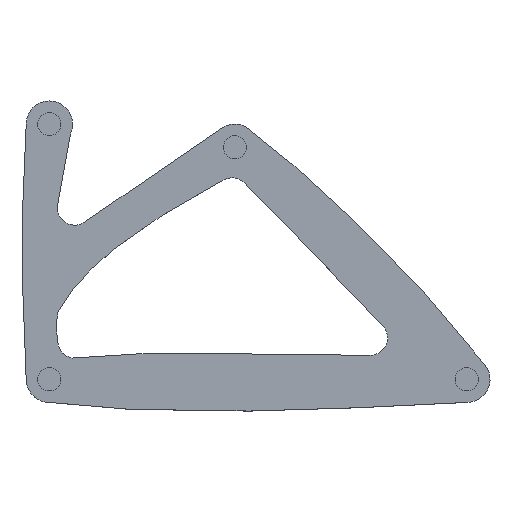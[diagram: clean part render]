
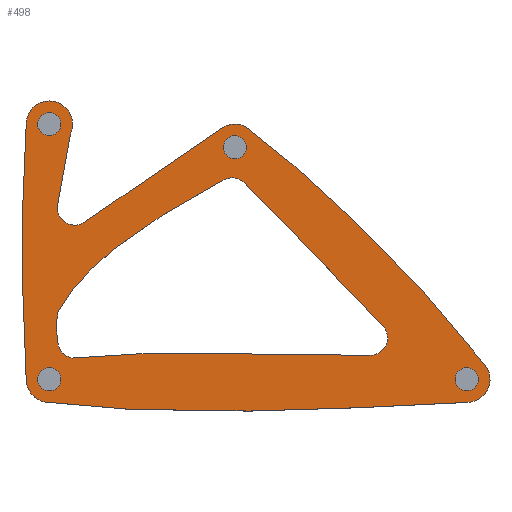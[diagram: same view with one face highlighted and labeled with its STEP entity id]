
A CAD part, top view. The second image highlights one B-rep face of the part: STEP entity #498.
In plain terms, the highlighted planar face has unit normal (0, 0, 1).
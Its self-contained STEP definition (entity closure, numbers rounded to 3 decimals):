
#39=FACE_BOUND('',#128,.T.);
#40=FACE_BOUND('',#129,.T.);
#41=FACE_BOUND('',#130,.T.);
#42=FACE_BOUND('',#131,.T.);
#43=FACE_BOUND('',#132,.T.);
#49=PLANE('',#593);
#54=B_SPLINE_CURVE_WITH_KNOTS('',4,(#767,#768,#769,#770,#771,#772),
 .UNSPECIFIED.,.F.,.F.,(5,1,5),(1.,1.688,2.688),
 .UNSPECIFIED.);
#56=B_SPLINE_CURVE_WITH_KNOTS('',4,(#797,#798,#799,#800,#801),
 .UNSPECIFIED.,.F.,.F.,(5,5),(1.042,1.754),
 .UNSPECIFIED.);
#58=B_SPLINE_CURVE_WITH_KNOTS('',3,(#823,#824,#825,#826),.UNSPECIFIED.,
 .F.,.F.,(4,4),(1.117,1.899),.UNSPECIFIED.);
#60=B_SPLINE_CURVE_WITH_KNOTS('',4,(#843,#844,#845,#846,#847),
 .UNSPECIFIED.,.F.,.F.,(5,5),(1.85,1.937),
 .UNSPECIFIED.);
#62=B_SPLINE_CURVE_WITH_KNOTS('',4,(#898,#899,#900,#901,#902),
 .UNSPECIFIED.,.F.,.F.,(5,5),(1.,2.),.UNSPECIFIED.);
#64=B_SPLINE_CURVE_WITH_KNOTS('',4,(#927,#928,#929,#930,#931),
 .UNSPECIFIED.,.F.,.F.,(5,5),(1.,2.),.UNSPECIFIED.);
#66=B_SPLINE_CURVE_WITH_KNOTS('',4,(#956,#957,#958,#959,#960),
 .UNSPECIFIED.,.F.,.F.,(5,5),(1.,2.),.UNSPECIFIED.);
#68=B_SPLINE_CURVE_WITH_KNOTS('',4,(#985,#986,#987,#988,#989),
 .UNSPECIFIED.,.F.,.F.,(5,5),(1.,1.5),.UNSPECIFIED.);
#70=B_SPLINE_CURVE_WITH_KNOTS('',3,(#1009,#1010,#1011,#1012),
 .UNSPECIFIED.,.F.,.F.,(4,4),(1.047,2.),.UNSPECIFIED.);
#101=FACE_OUTER_BOUND('',#127,.T.);
#127=EDGE_LOOP('',(#412,#413,#414,#415,#416,#417,#418,#419,#420,#421));
#128=EDGE_LOOP('',(#422));
#129=EDGE_LOOP('',(#423));
#130=EDGE_LOOP('',(#424));
#131=EDGE_LOOP('',(#425));
#132=EDGE_LOOP('',(#426,#427,#428,#429,#430,#431,#432));
#187=CIRCLE('',#559,7.5);
#189=CIRCLE('',#562,7.5);
#191=CIRCLE('',#565,7.5);
#192=CIRCLE('',#567,5.);
#194=CIRCLE('',#570,5.);
#196=CIRCLE('',#573,5.);
#198=CIRCLE('',#576,5.);
#201=CIRCLE('',#580,10.);
#203=CIRCLE('',#583,10.);
#205=CIRCLE('',#586,10.);
#207=CIRCLE('',#589,10.);
#209=CIRCLE('',#592,7.5);
#216=VERTEX_POINT('',#742);
#217=VERTEX_POINT('',#744);
#219=VERTEX_POINT('',#766);
#221=VERTEX_POINT('',#777);
#223=VERTEX_POINT('',#796);
#225=VERTEX_POINT('',#806);
#227=VERTEX_POINT('',#822);
#228=VERTEX_POINT('',#849);
#230=VERTEX_POINT('',#855);
#232=VERTEX_POINT('',#861);
#234=VERTEX_POINT('',#867);
#238=VERTEX_POINT('',#876);
#239=VERTEX_POINT('',#878);
#241=VERTEX_POINT('',#897);
#243=VERTEX_POINT('',#907);
#245=VERTEX_POINT('',#926);
#247=VERTEX_POINT('',#936);
#249=VERTEX_POINT('',#955);
#251=VERTEX_POINT('',#965);
#253=VERTEX_POINT('',#984);
#255=VERTEX_POINT('',#994);
#262=EDGE_CURVE('',#217,#216,#187,.T.);
#265=EDGE_CURVE('',#219,#217,#54,.T.);
#268=EDGE_CURVE('',#221,#219,#189,.T.);
#271=EDGE_CURVE('',#223,#221,#56,.T.);
#274=EDGE_CURVE('',#225,#223,#191,.T.);
#277=EDGE_CURVE('',#227,#225,#58,.T.);
#280=EDGE_CURVE('',#216,#227,#60,.T.);
#281=EDGE_CURVE('',#228,#228,#192,.T.);
#284=EDGE_CURVE('',#230,#230,#194,.T.);
#287=EDGE_CURVE('',#232,#232,#196,.T.);
#290=EDGE_CURVE('',#234,#234,#198,.T.);
#295=EDGE_CURVE('',#239,#238,#201,.T.);
#298=EDGE_CURVE('',#241,#239,#62,.T.);
#301=EDGE_CURVE('',#243,#241,#203,.T.);
#304=EDGE_CURVE('',#245,#243,#64,.T.);
#307=EDGE_CURVE('',#247,#245,#205,.T.);
#310=EDGE_CURVE('',#249,#247,#66,.T.);
#313=EDGE_CURVE('',#251,#249,#207,.T.);
#316=EDGE_CURVE('',#253,#251,#68,.T.);
#319=EDGE_CURVE('',#255,#253,#209,.T.);
#322=EDGE_CURVE('',#238,#255,#70,.T.);
#412=ORIENTED_EDGE('',*,*,#322,.T.);
#413=ORIENTED_EDGE('',*,*,#319,.T.);
#414=ORIENTED_EDGE('',*,*,#316,.T.);
#415=ORIENTED_EDGE('',*,*,#313,.T.);
#416=ORIENTED_EDGE('',*,*,#310,.T.);
#417=ORIENTED_EDGE('',*,*,#307,.T.);
#418=ORIENTED_EDGE('',*,*,#304,.T.);
#419=ORIENTED_EDGE('',*,*,#301,.T.);
#420=ORIENTED_EDGE('',*,*,#298,.T.);
#421=ORIENTED_EDGE('',*,*,#295,.T.);
#422=ORIENTED_EDGE('',*,*,#290,.T.);
#423=ORIENTED_EDGE('',*,*,#287,.T.);
#424=ORIENTED_EDGE('',*,*,#284,.T.);
#425=ORIENTED_EDGE('',*,*,#281,.T.);
#426=ORIENTED_EDGE('',*,*,#280,.T.);
#427=ORIENTED_EDGE('',*,*,#277,.T.);
#428=ORIENTED_EDGE('',*,*,#274,.T.);
#429=ORIENTED_EDGE('',*,*,#271,.T.);
#430=ORIENTED_EDGE('',*,*,#268,.T.);
#431=ORIENTED_EDGE('',*,*,#265,.T.);
#432=ORIENTED_EDGE('',*,*,#262,.T.);
#498=ADVANCED_FACE('',(#101,#39,#40,#41,#42,#43),#49,.T.);
#559=AXIS2_PLACEMENT_3D('',#745,#617,#618);
#562=AXIS2_PLACEMENT_3D('',#778,#625,#626);
#565=AXIS2_PLACEMENT_3D('',#807,#633,#634);
#567=AXIS2_PLACEMENT_3D('',#850,#639,#640);
#570=AXIS2_PLACEMENT_3D('',#856,#646,#647);
#573=AXIS2_PLACEMENT_3D('',#862,#653,#654);
#576=AXIS2_PLACEMENT_3D('',#868,#660,#661);
#580=AXIS2_PLACEMENT_3D('',#879,#670,#671);
#583=AXIS2_PLACEMENT_3D('',#908,#678,#679);
#586=AXIS2_PLACEMENT_3D('',#937,#686,#687);
#589=AXIS2_PLACEMENT_3D('',#966,#694,#695);
#592=AXIS2_PLACEMENT_3D('',#995,#702,#703);
#593=AXIS2_PLACEMENT_3D('',#1013,#705,#706);
#617=DIRECTION('center_axis',(0.,0.,-1.));
#618=DIRECTION('ref_axis',(0.989,0.146,0.));
#625=DIRECTION('center_axis',(0.,0.,-1.));
#626=DIRECTION('ref_axis',(0.03,1.,0.));
#633=DIRECTION('center_axis',(0.,0.,-1.));
#634=DIRECTION('ref_axis',(-0.687,-0.727,0.));
#639=DIRECTION('center_axis',(0.,0.,-1.));
#640=DIRECTION('ref_axis',(-1.,0.,0.));
#646=DIRECTION('center_axis',(0.,0.,-1.));
#647=DIRECTION('ref_axis',(-1.,0.,0.));
#653=DIRECTION('center_axis',(0.,0.,-1.));
#654=DIRECTION('ref_axis',(-1.,0.,0.));
#660=DIRECTION('center_axis',(0.,0.,-1.));
#661=DIRECTION('ref_axis',(-1.,0.,0.));
#670=DIRECTION('center_axis',(0.,0.,1.));
#671=DIRECTION('ref_axis',(0.511,0.86,0.));
#678=DIRECTION('center_axis',(0.,0.,1.));
#679=DIRECTION('ref_axis',(0.049,-0.999,0.));
#686=DIRECTION('center_axis',(0.,0.,1.));
#687=DIRECTION('ref_axis',(-1.,0.,0.));
#694=DIRECTION('center_axis',(0.,0.,1.));
#695=DIRECTION('ref_axis',(0.913,-0.407,0.));
#702=DIRECTION('center_axis',(0.,0.,-1.));
#703=DIRECTION('ref_axis',(0.981,-0.191,0.));
#705=DIRECTION('center_axis',(0.,0.,1.));
#706=DIRECTION('ref_axis',(1.,0.,0.));
#742=CARTESIAN_POINT('',(-86.265,-39.596,9.4));
#744=CARTESIAN_POINT('',(-80.239,-45.871,9.4));
#745=CARTESIAN_POINT('Origin',(-78.845,-38.501,9.4));
#766=CARTESIAN_POINT('',(48.103,-44.695,9.4));
#767=CARTESIAN_POINT('Ctrl Pts',(48.103,-44.695,9.4));
#768=CARTESIAN_POINT('Ctrl Pts',(34.458,-44.278,9.4));
#769=CARTESIAN_POINT('Ctrl Pts',(4.875,-43.964,9.4));
#770=CARTESIAN_POINT('Ctrl Pts',(-23.133,-44.327,9.4));
#771=CARTESIAN_POINT('Ctrl Pts',(-53.343,-43.2,9.4));
#772=CARTESIAN_POINT('Ctrl Pts',(-80.239,-45.871,9.4));
#777=CARTESIAN_POINT('',(53.614,-31.874,9.4));
#778=CARTESIAN_POINT('Origin',(48.332,-37.198,9.4));
#796=CARTESIAN_POINT('',(-6.064,29.79,9.4));
#797=CARTESIAN_POINT('Ctrl Pts',(-6.064,29.79,9.4));
#798=CARTESIAN_POINT('Ctrl Pts',(10.628,14.022,9.4));
#799=CARTESIAN_POINT('Ctrl Pts',(25.403,-2.497,9.4));
#800=CARTESIAN_POINT('Ctrl Pts',(40.362,-18.725,9.4));
#801=CARTESIAN_POINT('Ctrl Pts',(53.614,-31.874,9.4));
#806=CARTESIAN_POINT('',(-15.189,30.698,9.4));
#807=CARTESIAN_POINT('Origin',(-11.214,24.338,9.4));
#822=CARTESIAN_POINT('',(-86.217,-25.945,9.4));
#823=CARTESIAN_POINT('Ctrl Pts',(-86.217,-25.945,9.4));
#824=CARTESIAN_POINT('Ctrl Pts',(-74.657,-4.523,9.4));
#825=CARTESIAN_POINT('Ctrl Pts',(-48.143,13.,9.4));
#826=CARTESIAN_POINT('Ctrl Pts',(-15.189,30.698,9.4));
#843=CARTESIAN_POINT('Ctrl Pts',(-86.265,-39.596,9.4));
#844=CARTESIAN_POINT('Ctrl Pts',(-86.699,-36.654,9.4));
#845=CARTESIAN_POINT('Ctrl Pts',(-87.093,-33.836,9.4));
#846=CARTESIAN_POINT('Ctrl Pts',(-87.45,-31.131,9.4));
#847=CARTESIAN_POINT('Ctrl Pts',(-86.217,-25.945,9.4));
#849=CARTESIAN_POINT('',(-85.,55.,9.4));
#850=CARTESIAN_POINT('Origin',(-90.,55.,9.4));
#855=CARTESIAN_POINT('',(-85.,-55.,9.4));
#856=CARTESIAN_POINT('Origin',(-90.,-55.,9.4));
#861=CARTESIAN_POINT('',(95.,-55.,9.4));
#862=CARTESIAN_POINT('Origin',(90.,-55.,9.4));
#867=CARTESIAN_POINT('',(-5.,45.,9.4));
#868=CARTESIAN_POINT('Origin',(-10.,45.,9.4));
#876=CARTESIAN_POINT('',(-15.742,53.187,9.4));
#878=CARTESIAN_POINT('',(-4.894,53.598,9.4));
#879=CARTESIAN_POINT('Origin',(-10.,45.,9.4));
#897=CARTESIAN_POINT('',(98.257,-49.358,9.4));
#898=CARTESIAN_POINT('Ctrl Pts',(98.257,-49.358,9.4));
#899=CARTESIAN_POINT('Ctrl Pts',(73.02,-16.601,9.4));
#900=CARTESIAN_POINT('Ctrl Pts',(41.999,15.414,9.4));
#901=CARTESIAN_POINT('Ctrl Pts',(11.231,41.536,9.4));
#902=CARTESIAN_POINT('Ctrl Pts',(-4.894,53.598,9.4));
#907=CARTESIAN_POINT('',(90.487,-64.988,9.4));
#908=CARTESIAN_POINT('Origin',(90.,-55.,9.4));
#926=CARTESIAN_POINT('',(-90.,-65.,9.4));
#927=CARTESIAN_POINT('Ctrl Pts',(-90.,-65.,9.4));
#928=CARTESIAN_POINT('Ctrl Pts',(-53.427,-70.,9.4));
#929=CARTESIAN_POINT('Ctrl Pts',(0.,-70.,9.4));
#930=CARTESIAN_POINT('Ctrl Pts',(41.999,-67.354,9.4));
#931=CARTESIAN_POINT('Ctrl Pts',(90.487,-64.988,9.4));
#936=CARTESIAN_POINT('',(-100.,-55.,9.4));
#937=CARTESIAN_POINT('Origin',(-90.,-55.,9.4));
#955=CARTESIAN_POINT('',(-100.,55.,9.4));
#956=CARTESIAN_POINT('Ctrl Pts',(-100.,55.,9.4));
#957=CARTESIAN_POINT('Ctrl Pts',(-102.083,28.534,9.4));
#958=CARTESIAN_POINT('Ctrl Pts',(-102.083,6.132,9.4));
#959=CARTESIAN_POINT('Ctrl Pts',(-102.083,-9.301,9.4));
#960=CARTESIAN_POINT('Ctrl Pts',(-100.,-55.,9.4));
#965=CARTESIAN_POINT('',(-80.51,51.848,9.4));
#966=CARTESIAN_POINT('Origin',(-90.,55.,9.4));
#984=CARTESIAN_POINT('',(-86.405,20.352,9.4));
#985=CARTESIAN_POINT('Ctrl Pts',(-86.405,20.352,9.4));
#986=CARTESIAN_POINT('Ctrl Pts',(-84.547,29.874,9.4));
#987=CARTESIAN_POINT('Ctrl Pts',(-83.343,41.536,9.4));
#988=CARTESIAN_POINT('Ctrl Pts',(-81.311,50.376,9.4));
#989=CARTESIAN_POINT('Ctrl Pts',(-80.51,51.848,9.4));
#994=CARTESIAN_POINT('',(-74.305,13.103,9.4));
#995=CARTESIAN_POINT('Origin',(-79.044,18.916,9.4));
#1009=CARTESIAN_POINT('Ctrl Pts',(-15.742,53.187,9.4));
#1010=CARTESIAN_POINT('Ctrl Pts',(-33.562,40.688,9.4));
#1011=CARTESIAN_POINT('Ctrl Pts',(-63.504,21.906,9.4));
#1012=CARTESIAN_POINT('Ctrl Pts',(-74.305,13.103,9.4));
#1013=CARTESIAN_POINT('Origin',(-1.041,-2.5,9.4));
